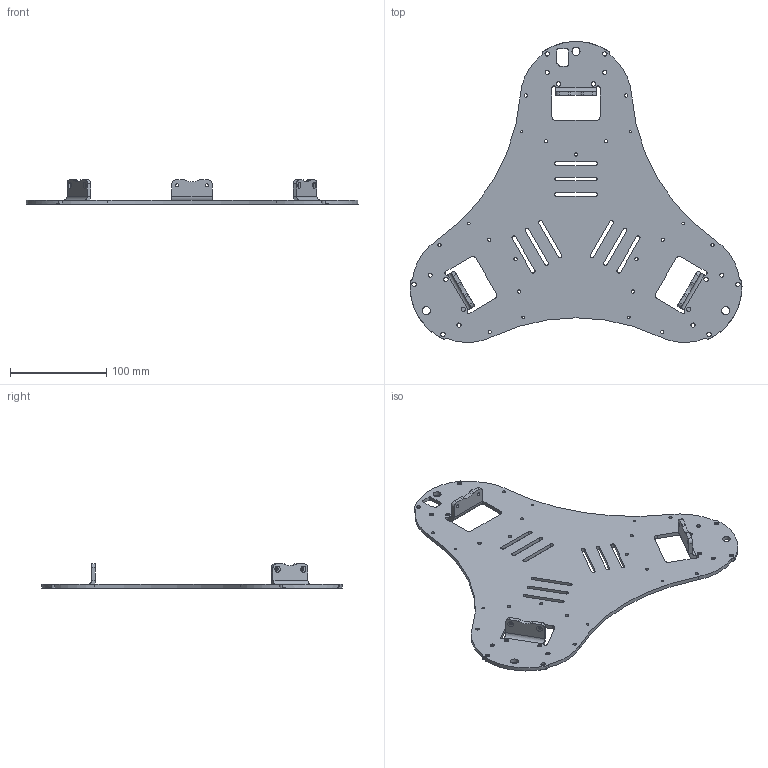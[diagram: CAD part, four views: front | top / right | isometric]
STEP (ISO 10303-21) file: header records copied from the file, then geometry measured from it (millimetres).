
FILE_DESCRIPTION(/* description */ (''),/* implementation_level */ '2;1');
FILE_NAME(/* name */ 'K8800-BAP.stp',/* time_stamp */ '2017-11-30T09:36:01+01:00',/* author */ ('jange'),/* organization */ (''),/* preprocessor_version */ 'ST-DEVELOPER v17',/* originating_system */ 'Autodesk Inventor 2018',/* authorisation */ '');
FILE_SCHEMA (('AUTOMOTIVE_DESIGN { 1 0 10303 214 3 1 1 }'));
Length unit declared in the file: millimetre
Products named in the file (1): BOTTOM ALU PLATE
Bounding box: 345.16 x 312.73 x 25 mm (x, y, z)
Volume: 228805.5 mm3; surface area: 127602 mm2
Topology: 1 solids, 1 shells, 225 faces, 717 edges, 482 vertices
Faces by surface type: cylinder 123, plane 63, cone 39
Full cylindrical faces by diameter (mm): 2.459 x6, 3.2 x6, 3.4 x15, 4.3 x6, 4.5 x12, 8.4 x3
Entity records: 8554 total; most frequent: CARTESIAN_POINT 1593, DIRECTION 1529, ORIENTED_EDGE 1434, EDGE_CURVE 717, AXIS2_PLACEMENT_3D 610, VERTEX_POINT 482, CIRCLE 384, EDGE_LOOP 335
